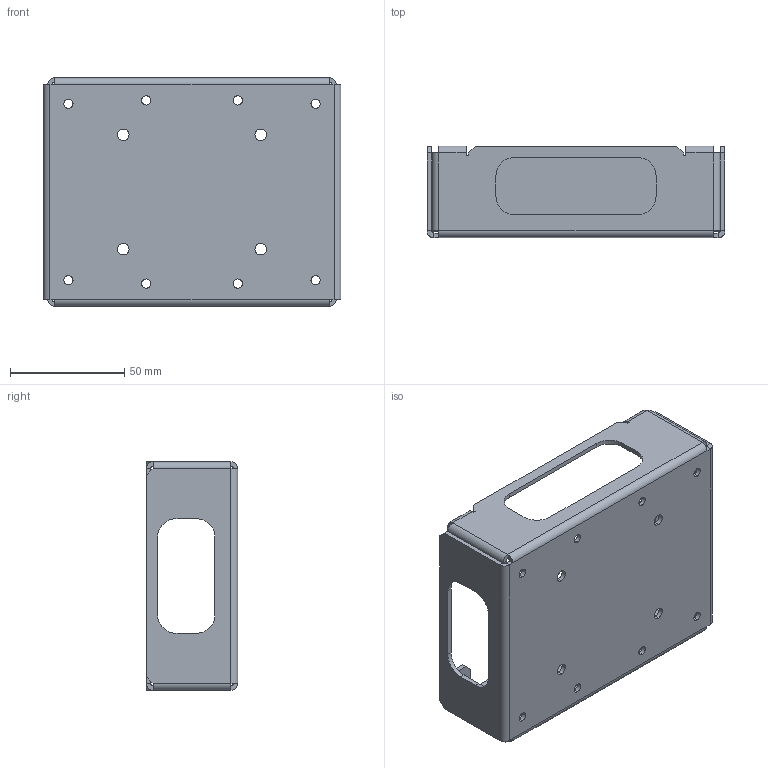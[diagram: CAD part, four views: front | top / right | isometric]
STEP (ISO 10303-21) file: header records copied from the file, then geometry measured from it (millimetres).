
FILE_DESCRIPTION (( 'STEP AP214' ), '1' );
FILE_NAME ('Part44.STEP', '2025-03-03T12:58:58', ( '' ), ( '' ), 'SwSTEP 2.0', 'SolidWorks 2024', '' );
FILE_SCHEMA (( 'AUTOMOTIVE_DESIGN' ));
Length unit declared in the file: millimetre
Products named in the file (1): Part44
Bounding box: 130.2 x 40 x 100 mm (x, y, z)
Volume: 55666.4 mm3; surface area: 59110 mm2
Topology: 1 solids, 1 shells, 210 faces, 528 edges, 320 vertices
Faces by surface type: plane 150, cylinder 60
Entity records: 6243 total; most frequent: DIRECTION 1070, CARTESIAN_POINT 1059, ORIENTED_EDGE 1056, EDGE_CURVE 528, LINE 408, VECTOR 408, AXIS2_PLACEMENT_3D 331, VERTEX_POINT 320
